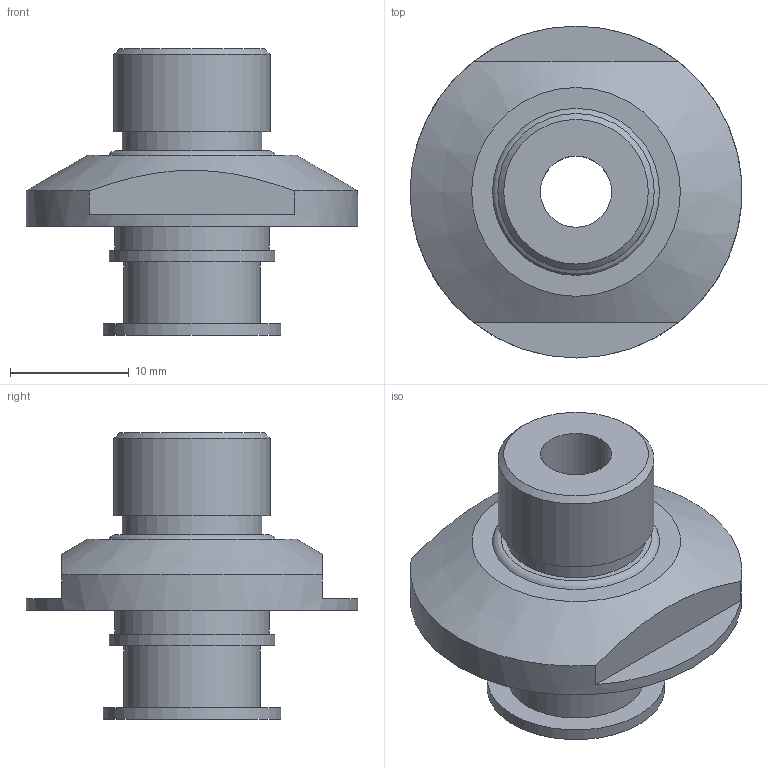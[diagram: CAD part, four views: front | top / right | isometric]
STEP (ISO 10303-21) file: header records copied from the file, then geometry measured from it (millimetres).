
FILE_DESCRIPTION( ( '' ), '1' );
FILE_NAME( '0107597.stp', '2002-09-24T08:29:34', ( 'Andreas Norlén' ), ( 'PIAB AB' ), 'XStep 1.0', 'SolidEdge', ' ' );
FILE_SCHEMA( ( 'CONFIG_CONTROL_DESIGN' ) );
Length unit declared in the file: millimetre
Products named in the file (1): 1
Bounding box: 28 x 28 x 24.2 mm (x, y, z)
Volume: 4013.5 mm3; surface area: 3051.4 mm2
Topology: 1 solids, 1 shells, 28 faces, 52 edges, 34 vertices
Faces by surface type: plane 14, cylinder 10, cone 3, torus 1
Full cylindrical faces by diameter (mm): 6 x1, 8 x1, 10 x1, 11.5 x1, 11.8 x1, 13 x1, 13.2 x1, 14 x1, 15 x1, 28 x1
Entity records: 680 total; most frequent: CARTESIAN_POINT 121, DIRECTION 118, ORIENTED_EDGE 70, AXIS2_PLACEMENT_3D 56, EDGE_LOOP 52, FACE_OUTER_BOUND 39, EDGE_CURVE 35, VERTEX_POINT 31
